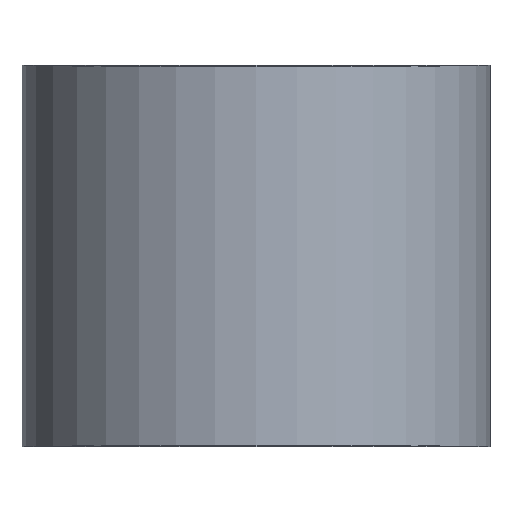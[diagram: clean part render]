
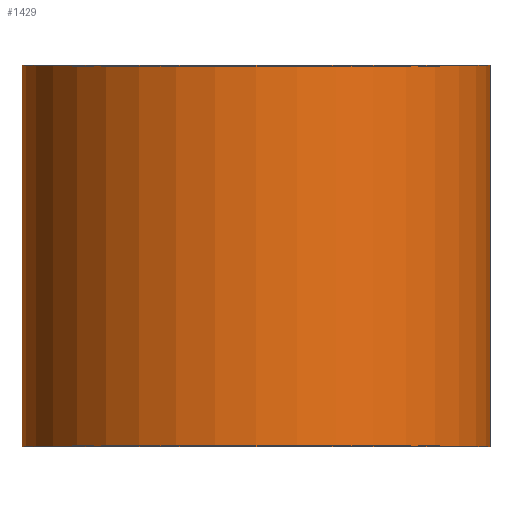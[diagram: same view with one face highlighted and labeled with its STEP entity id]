
A CAD part, front view. The second image highlights one B-rep face of the part: STEP entity #1429.
In plain terms, the highlighted cylindrical face has radius 435 mm (diameter 870 mm), a full revolution.
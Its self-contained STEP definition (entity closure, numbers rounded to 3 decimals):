
#119 = EDGE_LOOP ( 'NONE', ( #1112 ) ) ;
#168 = DIRECTION ( 'NONE',  ( 0., 0., 1. ) ) ;
#208 = VERTEX_POINT ( 'NONE', #427 ) ;
#248 = ORIENTED_EDGE ( 'NONE', *, *, #1410, .F. ) ;
#282 = DIRECTION ( 'NONE',  ( 1., 0., 0. ) ) ;
#291 = CARTESIAN_POINT ( 'NONE',  ( 0., 0., 710. ) ) ;
#303 = FACE_OUTER_BOUND ( 'NONE', #798, .T. ) ;
#427 = CARTESIAN_POINT ( 'NONE',  ( 435., 0., 710. ) ) ;
#486 = CYLINDRICAL_SURFACE ( 'NONE', #1031, 435. ) ;
#722 = VERTEX_POINT ( 'NONE', #965 ) ;
#795 = DIRECTION ( 'NONE',  ( 0., 0., 1. ) ) ;
#798 = EDGE_LOOP ( 'NONE', ( #248 ) ) ;
#817 = CARTESIAN_POINT ( 'NONE',  ( 0., 0., 0. ) ) ;
#911 = CIRCLE ( 'NONE', #1114, 435. ) ;
#940 = DIRECTION ( 'NONE',  ( 1., 0., 0. ) ) ;
#965 = CARTESIAN_POINT ( 'NONE',  ( 435., 0., 0. ) ) ;
#1020 = CIRCLE ( 'NONE', #1159, 435. ) ;
#1031 = AXIS2_PLACEMENT_3D ( 'NONE', #1247, #795, #1352 ) ;
#1066 = FACE_OUTER_BOUND ( 'NONE', #119, .T. ) ;
#1112 = ORIENTED_EDGE ( 'NONE', *, *, #1433, .T. ) ;
#1114 = AXIS2_PLACEMENT_3D ( 'NONE', #291, #1277, #940 ) ;
#1159 = AXIS2_PLACEMENT_3D ( 'NONE', #817, #168, #282 ) ;
#1247 = CARTESIAN_POINT ( 'NONE',  ( 0., 0., 0. ) ) ;
#1277 = DIRECTION ( 'NONE',  ( 0., 0., 1. ) ) ;
#1352 = DIRECTION ( 'NONE',  ( 1., 0., 0. ) ) ;
#1410 = EDGE_CURVE ( 'NONE', #208, #208, #911, .T. ) ;
#1429 = ADVANCED_FACE ( 'NONE', ( #1066, #303 ), #486, .T. ) ;
#1433 = EDGE_CURVE ( 'NONE', #722, #722, #1020, .T. ) ;
